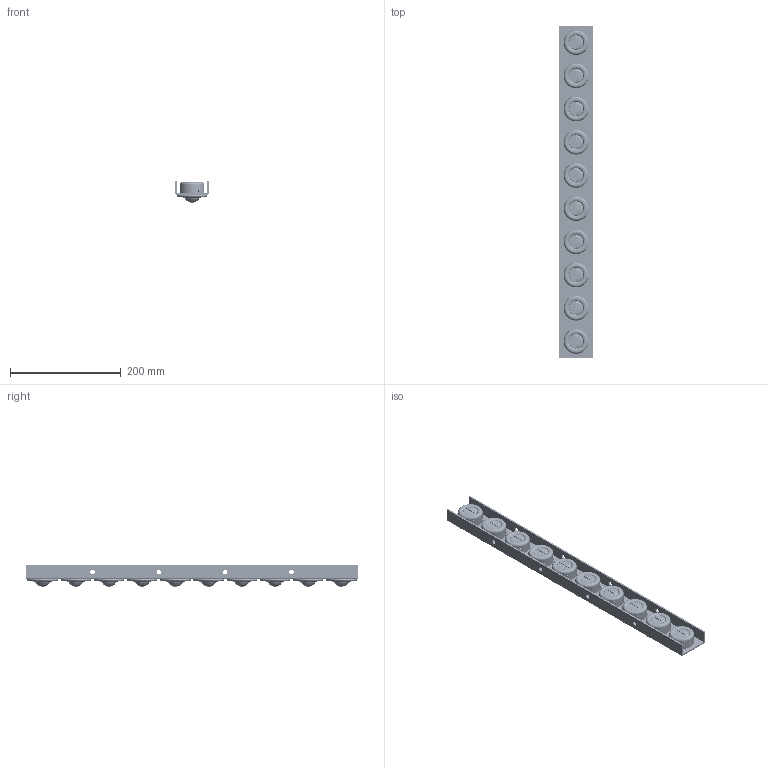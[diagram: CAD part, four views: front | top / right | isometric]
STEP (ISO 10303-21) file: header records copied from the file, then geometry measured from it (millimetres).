
FILE_DESCRIPTION((''),'2;1');
FILE_NAME('ASM0033_ASM','2018-06-18T',('Adam Harley'),(''),'PRO/ENGINEER BY PARAMETRIC TECHNOLOGY CORPORATION, 2013320','PRO/ENGINEER BY PARAMETRIC TECHNOLOGY CORPORATION, 2013320','');
FILE_SCHEMA(('CONFIG_CONTROL_DESIGN'));
Products named in the file (4): L30_RAIL_600_MANUFACTURING_R1; LC30-Z; 30BALL; ASM0033_ASM
Assembly tree (21 placements, depth 2):
  ASM0033_ASM
    L30_RAIL_600_MANUFACTURING_R1
    LC30-Z  x10
    30BALL  x10
Bounding box: 60 x 600 x 38.8 mm (x, y, z)
Volume: 596823.6 mm3; surface area: 238367.7 mm2
Topology: 21 solids, 21 shells, 24038 faces, 69068 edges, 45652 vertices
Faces by surface type: plane 23540, cylinder 198, torus 140, bspline 80, cone 40, sphere 40
Entity records: 80119 total; most frequent: CARTESIAN_POINT 17289, ORIENTED_EDGE 14044, DIRECTION 11446, EDGE_CURVE 7022, VECTOR 5542, LINE 5542, VERTEX_POINT 4648, AXIS2_PLACEMENT_3D 2952
